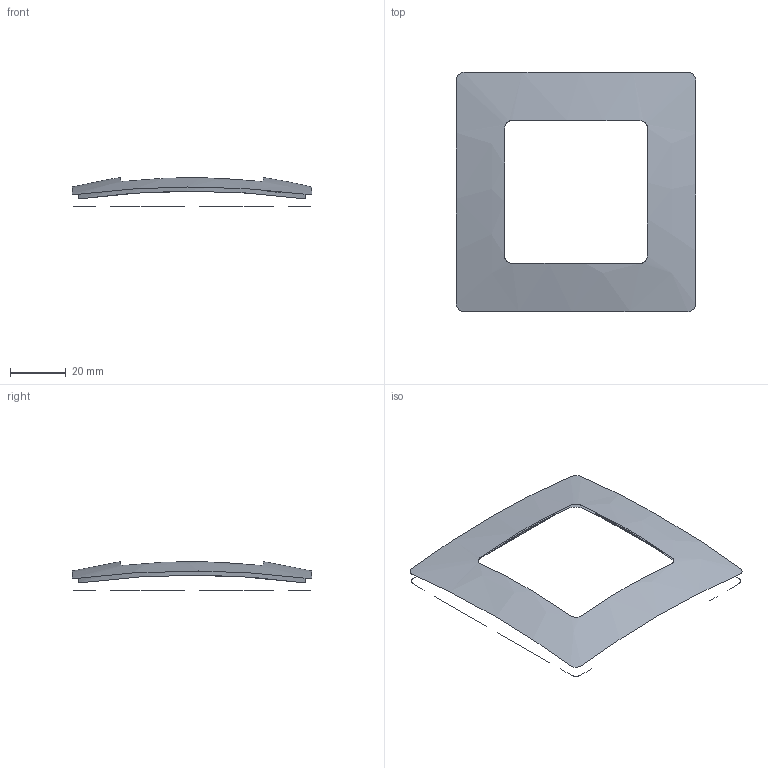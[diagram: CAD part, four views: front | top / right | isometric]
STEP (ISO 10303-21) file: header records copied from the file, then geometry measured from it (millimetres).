
FILE_DESCRIPTION (( 'STEP AP203' ), '1' );
FILE_NAME ('Ramka_1p.STEP', '2025-06-25T20:42:26', ( '' ), ( '' ), 'SwSTEP 2.0', 'SolidWorks 2022', '' );
FILE_SCHEMA (( 'CONFIG_CONTROL_DESIGN' ));
Length unit declared in the file: millimetre
Products named in the file (1): Ramka_1p
Bounding box: 85.66 x 85.66 x 10.3 mm (x, y, z)
Surface area: 9615.9 mm2 (no closed solid volume)
Topology: 0 solids, 21 shells, 87 faces, 3058 edges, 2994 vertices
Faces by surface type: plane 56, cylinder 14, bspline 13, cone 4
Entity records: 31196 total; most frequent: CARTESIAN_POINT 18161, ORIENTED_EDGE 3191, EDGE_CURVE 3057, B_SPLINE_CURVE_WITH_KNOTS 3057, VERTEX_POINT 2994, DIRECTION 150, EDGE_LOOP 119, FACE_OUTER_BOUND 87
